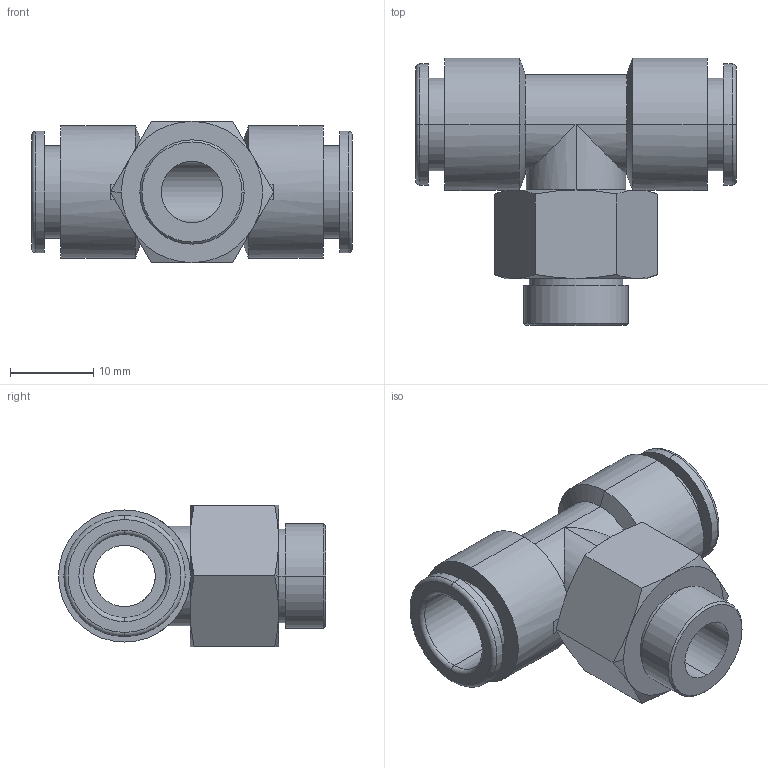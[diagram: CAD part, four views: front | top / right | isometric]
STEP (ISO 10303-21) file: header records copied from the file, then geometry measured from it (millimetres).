
FILE_DESCRIPTION (( 'STEP AP214' ), '1' );
FILE_NAME ('KQ2T10-U02A.step.step', '2016-01-05T11:22:17', ( 'Windows User' ), ( '' ), 'SwSTEP 2.0', 'SolidWorks 2016', '' );
FILE_SCHEMA (( 'AUTOMOTIVE_DESIGN' ));
Length unit declared in the file: millimetre
Products named in the file (2): KQ2T10-U02A.step_KQ2T_10-02; KQ2T10-U02A.step
Assembly tree (1 placements, depth 2):
  KQ2T10-U02A.step
    KQ2T10-U02A.step_KQ2T_10-02
Bounding box: 38.6 x 32.15 x 17 mm (x, y, z)
Volume: 6034.1 mm3; surface area: 5196.6 mm2
Topology: 1 solids, 1 shells, 80 faces, 179 edges, 106 vertices
Faces by surface type: cylinder 32, cone 20, plane 20, torus 8
Entity records: 2845 total; most frequent: CARTESIAN_POINT 610, DIRECTION 407, ORIENTED_EDGE 358, EDGE_CURVE 179, AXIS2_PLACEMENT_3D 177, VERTEX_POINT 106, CIRCLE 93, EDGE_LOOP 93
